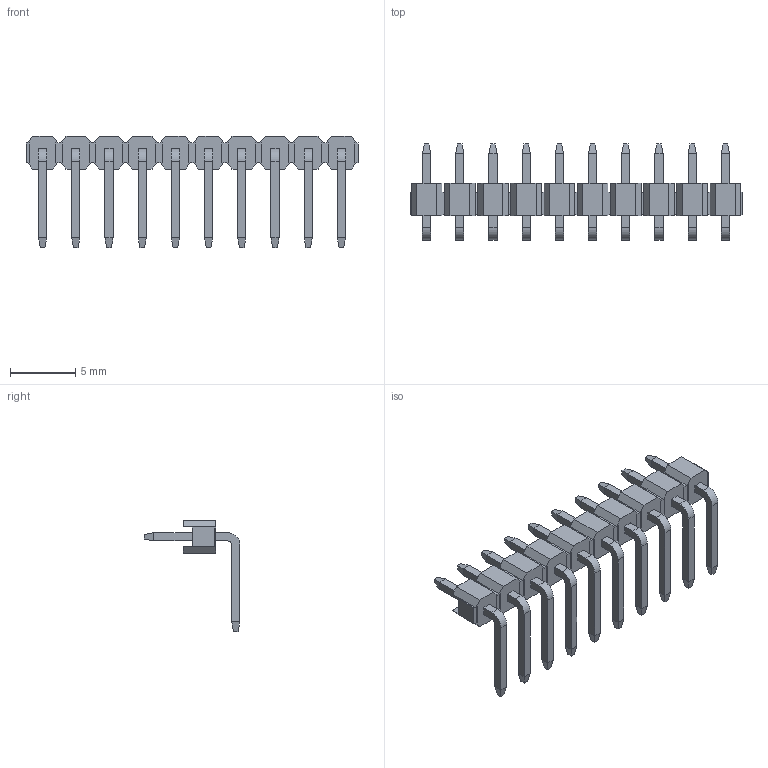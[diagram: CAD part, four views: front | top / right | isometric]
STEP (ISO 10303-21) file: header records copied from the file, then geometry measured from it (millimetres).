
FILE_DESCRIPTION( ('This file contains a STEP AP42 implementation' ,'as created by ZW3D STEP Interface translator.') ,'2;1' );
FILE_NAME( '1125-11XXXXRXXXXXXX(す醱俔).stp' ,'23 329.11 120', (''), ('ZWCAD Software Co.'), 'Version 1.0', 'ZW3D to STEP translator', '' );
FILE_SCHEMA(('AUTOMOTIVE_DESIGN { 1 0 10303 214 1 1 1 1 }'));
Length unit declared in the file: millimetre
Products named in the file (2): 0; 1125-1120XXR140XXXX(す醱俔)
Bounding box: 25.4 x 7.34 x 8.5 mm (x, y, z)
Volume: 162.8 mm3; surface area: 691.3 mm2
Topology: 11 solids, 11 shells, 466 faces, 1132 edges, 688 vertices
Faces by surface type: plane 446, cylinder 20
Entity records: 13639 total; most frequent: CARTESIAN_POINT 2287, ORIENTED_EDGE 2264, DIRECTION 2106, EDGE_CURVE 1132, VECTOR 1092, LINE 1092, VERTEX_POINT 688, AXIS2_PLACEMENT_3D 507
